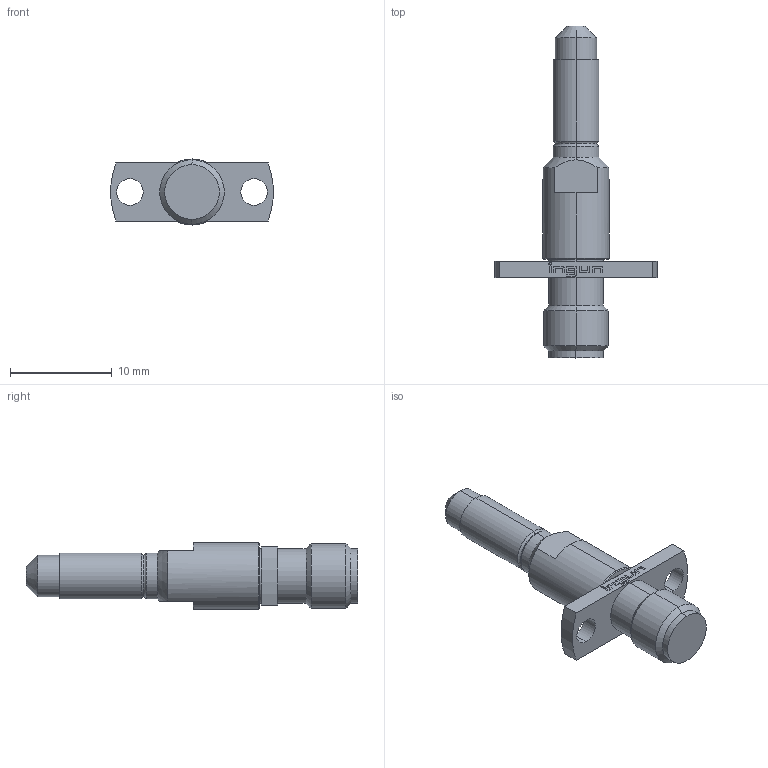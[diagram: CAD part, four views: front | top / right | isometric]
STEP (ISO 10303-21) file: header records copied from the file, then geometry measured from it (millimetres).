
FILE_DESCRIPTION (( 'STEP AP203' ), '1' );
FILE_NAME ('INGUN_HFS-822_303_051_A_xx43_MM5829.STEP', '2022-05-04T09:38:12', ( 'ochi' ), ( '' ), 'SwSTEP 2.0', 'SolidWorks 2018', '' );
FILE_SCHEMA (( 'CONFIG_CONTROL_DESIGN' ));
Length unit declared in the file: millimetre
Products named in the file (1): INGUN_HFS-822_303_051_A_xx43_MM5829
Bounding box: 15.96 x 32.6 x 6.5 mm (x, y, z)
Volume: 842.2 mm3; surface area: 790.4 mm2
Topology: 1 solids, 1 shells, 137 faces, 336 edges, 213 vertices
Faces by surface type: plane 61, cylinder 32, bspline 22, cone 16, torus 6
Entity records: 4389 total; most frequent: CARTESIAN_POINT 1251, ORIENTED_EDGE 668, DIRECTION 562, EDGE_CURVE 334, VERTEX_POINT 213, AXIS2_PLACEMENT_3D 200, VECTOR 162, LINE 162
